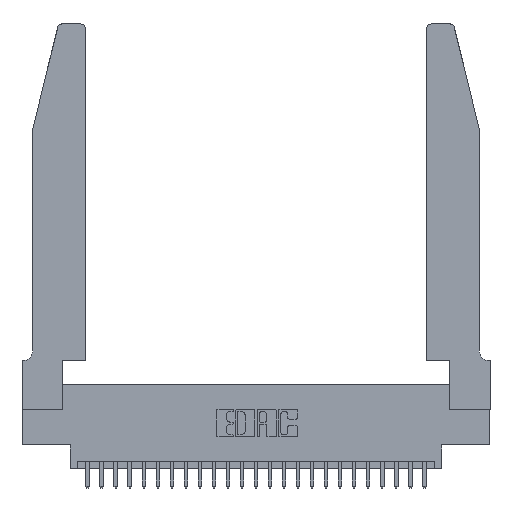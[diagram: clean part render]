
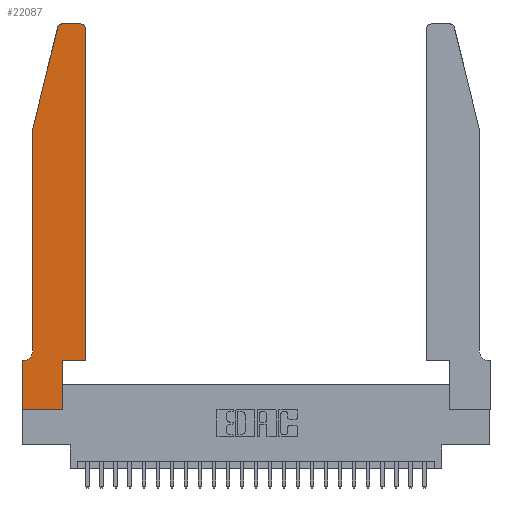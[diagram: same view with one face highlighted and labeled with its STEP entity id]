
A CAD part, top view. The second image highlights one B-rep face of the part: STEP entity #22087.
In plain terms, the highlighted planar face has unit normal (0, 0, 1).
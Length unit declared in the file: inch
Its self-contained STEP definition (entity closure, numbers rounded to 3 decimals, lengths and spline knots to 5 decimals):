
#273 = EDGE_CURVE ( 'NONE', #26700, #10955, #19318, .T. ) ;
#318 = ORIENTED_EDGE ( 'NONE', *, *, #15601, .T. ) ;
#406 = ORIENTED_EDGE ( 'NONE', *, *, #17825, .T. ) ;
#959 = EDGE_CURVE ( 'NONE', #23238, #16245, #10742, .T. ) ;
#1171 = ORIENTED_EDGE ( 'NONE', *, *, #273, .T. ) ;
#1441 = ORIENTED_EDGE ( 'NONE', *, *, #17487, .T. ) ;
#1880 = VERTEX_POINT ( 'NONE', #10816 ) ;
#2527 = EDGE_CURVE ( 'NONE', #18174, #9801, #16703, .T. ) ;
#2925 = ORIENTED_EDGE ( 'NONE', *, *, #21454, .T. ) ;
#3489 = VECTOR ( 'NONE', #23683, 39.37008 ) ;
#4439 = EDGE_CURVE ( 'NONE', #17059, #18174, #26667, .T. ) ;
#5316 = ORIENTED_EDGE ( 'NONE', *, *, #959, .T. ) ;
#5424 = CIRCLE ( 'NONE', #14883, 0.07 ) ;
#5667 = AXIS2_PLACEMENT_3D ( 'NONE', #24338, #12230, #26389 ) ;
#5892 = ORIENTED_EDGE ( 'NONE', *, *, #12675, .T. ) ;
#6276 = LINE ( 'NONE', #6876, #11193 ) ;
#6876 = CARTESIAN_POINT ( 'NONE',  ( 0.2865, 0.35, 0.37 ) ) ;
#7051 = ORIENTED_EDGE ( 'NONE', *, *, #2527, .T. ) ;
#7059 = VERTEX_POINT ( 'NONE', #24195 ) ;
#7203 = CARTESIAN_POINT ( 'NONE',  ( 0.4505, 2.72, 0.37 ) ) ;
#7322 = DIRECTION ( 'NONE',  ( 0., 1., 0. ) ) ;
#8022 = ORIENTED_EDGE ( 'NONE', *, *, #25992, .T. ) ;
#8049 = DIRECTION ( 'NONE',  ( 0., -1., 0. ) ) ;
#8103 = VECTOR ( 'NONE', #7322, 39.37008 ) ;
#8178 = CARTESIAN_POINT ( 'NONE',  ( 0.2865, 0.35, 0.37 ) ) ;
#8484 = DIRECTION ( 'NONE',  ( 0., -1., 0. ) ) ;
#8500 = LINE ( 'NONE', #13521, #13271 ) ;
#8743 = LINE ( 'NONE', #25741, #8103 ) ;
#8778 = CARTESIAN_POINT ( 'NONE',  ( 0.0055, 0.35, 0.37 ) ) ;
#9437 = DIRECTION ( 'NONE',  ( 1., 0., 0. ) ) ;
#9600 = EDGE_LOOP ( 'NONE', ( #16647, #7051, #13835, #5892, #406, #318, #5316, #1441, #2925, #1171, #26723, #8022 ) ) ;
#9801 = VERTEX_POINT ( 'NONE', #10442 ) ;
#9962 = CARTESIAN_POINT ( 'NONE',  ( 0., 0., 0.37 ) ) ;
#10249 = VECTOR ( 'NONE', #12439, 39.37008 ) ;
#10374 = LINE ( 'NONE', #16127, #15120 ) ;
#10442 = CARTESIAN_POINT ( 'NONE',  ( 0.25487, 2.72718, 0.37 ) ) ;
#10475 = CARTESIAN_POINT ( 'NONE',  ( 0.0055, 0.42, 0.37 ) ) ;
#10631 = CARTESIAN_POINT ( 'NONE',  ( 0.2865, 0., 0.37 ) ) ;
#10742 = LINE ( 'NONE', #9962, #25638 ) ;
#10816 = CARTESIAN_POINT ( 'NONE',  ( 0.0755, 2., 0.37 ) ) ;
#10858 = EDGE_CURVE ( 'NONE', #9801, #1880, #20890, .T. ) ;
#10945 = PLANE ( 'NONE',  #12436 ) ;
#10955 = VERTEX_POINT ( 'NONE', #14295 ) ;
#11193 = VECTOR ( 'NONE', #23135, 39.37008 ) ;
#12015 = CARTESIAN_POINT ( 'NONE',  ( 0.284, 2.72, 0.37 ) ) ;
#12021 = DIRECTION ( 'NONE',  ( -0.239, -0.971, 0. ) ) ;
#12230 = DIRECTION ( 'NONE',  ( 0., 0., 1. ) ) ;
#12281 = DIRECTION ( 'NONE',  ( -1., 0., 0. ) ) ;
#12436 = AXIS2_PLACEMENT_3D ( 'NONE', #18996, #25100, #12986 ) ;
#12439 = DIRECTION ( 'NONE',  ( -1., 0., 0. ) ) ;
#12539 = DIRECTION ( 'NONE',  ( -1., 0., 0. ) ) ;
#12675 = EDGE_CURVE ( 'NONE', #1880, #7059, #10374, .T. ) ;
#12986 = DIRECTION ( 'NONE',  ( 1., 0., 0. ) ) ;
#13271 = VECTOR ( 'NONE', #9437, 39.37008 ) ;
#13521 = CARTESIAN_POINT ( 'NONE',  ( 0., 0., 0.37 ) ) ;
#13803 = CIRCLE ( 'NONE', #5667, 0.03 ) ;
#13835 = ORIENTED_EDGE ( 'NONE', *, *, #10858, .T. ) ;
#14032 = DIRECTION ( 'NONE',  ( 1., 0., 0. ) ) ;
#14242 = CARTESIAN_POINT ( 'NONE',  ( 0.4205, 2.75, 0.37 ) ) ;
#14295 = CARTESIAN_POINT ( 'NONE',  ( 0.4505, 0.35, 0.37 ) ) ;
#14883 = AXIS2_PLACEMENT_3D ( 'NONE', #10475, #24635, #12539 ) ;
#15120 = VECTOR ( 'NONE', #8049, 39.37008 ) ;
#15249 = VERTEX_POINT ( 'NONE', #7203 ) ;
#15550 = VECTOR ( 'NONE', #12021, 39.37008 ) ;
#15601 = EDGE_CURVE ( 'NONE', #20846, #23238, #26425, .T. ) ;
#15859 = CARTESIAN_POINT ( 'NONE',  ( 0.284, 2.75, 0.37 ) ) ;
#15933 = AXIS2_PLACEMENT_3D ( 'NONE', #12015, #26161, #14032 ) ;
#16127 = CARTESIAN_POINT ( 'NONE',  ( 0.0755, 2., 0.37 ) ) ;
#16245 = VERTEX_POINT ( 'NONE', #16355 ) ;
#16355 = CARTESIAN_POINT ( 'NONE',  ( 0., 0., 0.37 ) ) ;
#16647 = ORIENTED_EDGE ( 'NONE', *, *, #4439, .T. ) ;
#16703 = CIRCLE ( 'NONE', #15933, 0.03 ) ;
#17059 = VERTEX_POINT ( 'NONE', #14242 ) ;
#17487 = EDGE_CURVE ( 'NONE', #16245, #18401, #8500, .T. ) ;
#17825 = EDGE_CURVE ( 'NONE', #7059, #20846, #5424, .T. ) ;
#18174 = VERTEX_POINT ( 'NONE', #15859 ) ;
#18401 = VERTEX_POINT ( 'NONE', #10631 ) ;
#18996 = CARTESIAN_POINT ( 'NONE',  ( 0., 0.35, 0.37 ) ) ;
#19318 = LINE ( 'NONE', #24215, #3489 ) ;
#19320 = EDGE_CURVE ( 'NONE', #10955, #15249, #8743, .T. ) ;
#20043 = CARTESIAN_POINT ( 'NONE',  ( 0.0755, 2., 0.37 ) ) ;
#20846 = VERTEX_POINT ( 'NONE', #8778 ) ;
#20890 = LINE ( 'NONE', #20043, #15550 ) ;
#21454 = EDGE_CURVE ( 'NONE', #18401, #26700, #6276, .T. ) ;
#22087 = ADVANCED_FACE ( 'NONE', ( #23459 ), #10945, .T. ) ;
#22465 = CARTESIAN_POINT ( 'NONE',  ( 0.0755, 0.35, 0.37 ) ) ;
#23135 = DIRECTION ( 'NONE',  ( 0., 1., 0. ) ) ;
#23238 = VERTEX_POINT ( 'NONE', #24495 ) ;
#23459 = FACE_OUTER_BOUND ( 'NONE', #9600, .T. ) ;
#23683 = DIRECTION ( 'NONE',  ( 1., 0., 0. ) ) ;
#24195 = CARTESIAN_POINT ( 'NONE',  ( 0.0755, 0.42, 0.37 ) ) ;
#24215 = CARTESIAN_POINT ( 'NONE',  ( 0.4505, 0.35, 0.37 ) ) ;
#24338 = CARTESIAN_POINT ( 'NONE',  ( 0.4205, 2.72, 0.37 ) ) ;
#24380 = CARTESIAN_POINT ( 'NONE',  ( 0.2605, 2.75, 0.37 ) ) ;
#24495 = CARTESIAN_POINT ( 'NONE',  ( 0., 0.35, 0.37 ) ) ;
#24635 = DIRECTION ( 'NONE',  ( 0., 0., -1. ) ) ;
#25100 = DIRECTION ( 'NONE',  ( 0., 0., 1. ) ) ;
#25638 = VECTOR ( 'NONE', #8484, 39.37008 ) ;
#25741 = CARTESIAN_POINT ( 'NONE',  ( 0.4505, 0.35, 0.37 ) ) ;
#25992 = EDGE_CURVE ( 'NONE', #15249, #17059, #13803, .T. ) ;
#26031 = VECTOR ( 'NONE', #12281, 39.37008 ) ;
#26161 = DIRECTION ( 'NONE',  ( 0., 0., 1. ) ) ;
#26389 = DIRECTION ( 'NONE',  ( 1., 0., 0. ) ) ;
#26425 = LINE ( 'NONE', #22465, #10249 ) ;
#26667 = LINE ( 'NONE', #24380, #26031 ) ;
#26700 = VERTEX_POINT ( 'NONE', #8178 ) ;
#26723 = ORIENTED_EDGE ( 'NONE', *, *, #19320, .T. ) ;
